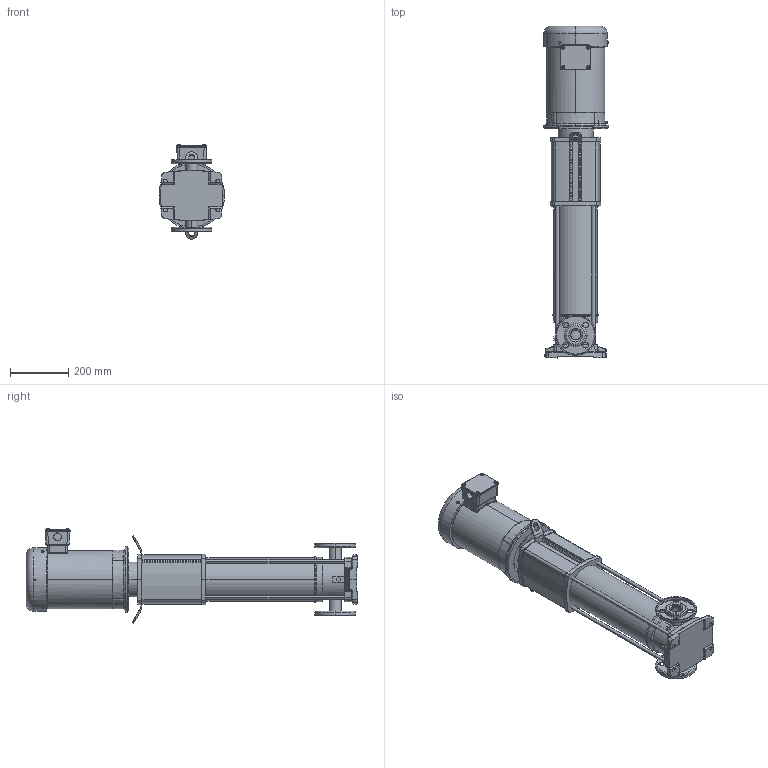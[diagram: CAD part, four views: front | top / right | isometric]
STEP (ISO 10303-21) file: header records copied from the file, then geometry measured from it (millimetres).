
FILE_DESCRIPTION (( 'STEP AP203' ), '1' );
FILE_NAME ('HELIX V20-16_575V.step', '2017-10-26T17:50:37', ( '' ), ( '' ), 'SwSTEP 2.0', 'SolidWorks 2017', '' );
FILE_SCHEMA (( 'CONFIG_CONTROL_DESIGN' ));
Length unit declared in the file: inch
Products named in the file (5): HELIX V10-16_208-230-460V; BALDOR NEMA V2 5HP_5; HELIX V20-16_575V; ANSI Flange 1.25 IN; Helix Base 10-30
Assembly tree (5 placements, depth 2):
  HELIX V20-16_575V
    HELIX V10-16_208-230-460V
    BALDOR NEMA V2 5HP_5
    ANSI Flange 1.25 IN  x2
    Helix Base 10-30
Bounding box: 224.86 x 1141.07 x 324.21 mm (x, y, z)
Volume: 12410743 mm3; surface area: 1417149.3 mm2
Topology: 16 solids, 19 shells, 2497 faces, 6584 edges, 4302 vertices
Faces by surface type: plane 1326, cylinder 812, cone 111, sphere 99, torus 79, bspline 70
Entity records: 82749 total; most frequent: CARTESIAN_POINT 19869, DIRECTION 13167, ORIENTED_EDGE 12930, EDGE_CURVE 6472, AXIS2_PLACEMENT_3D 4702, VERTEX_POINT 4236, LINE 3763, VECTOR 3763
